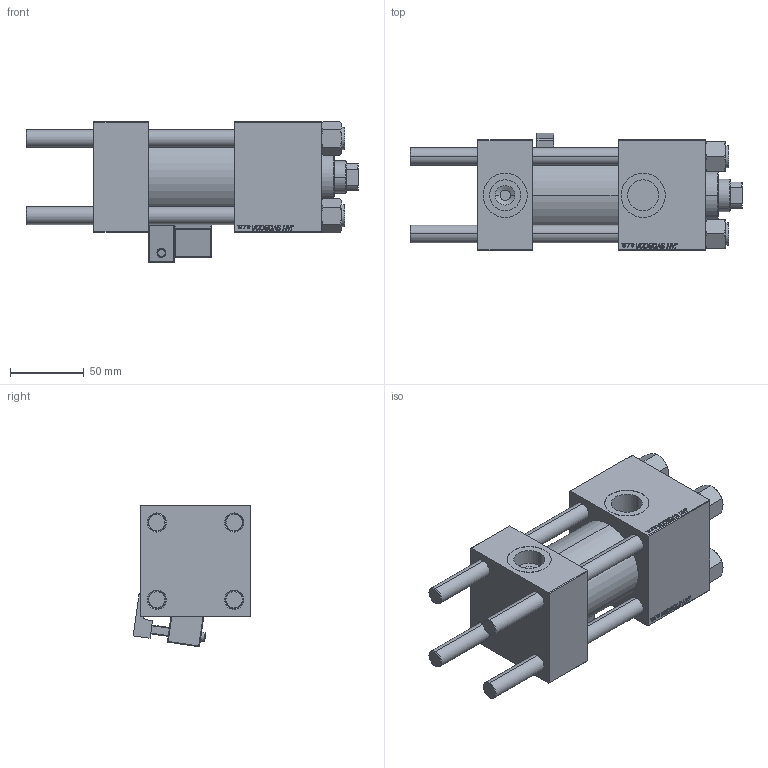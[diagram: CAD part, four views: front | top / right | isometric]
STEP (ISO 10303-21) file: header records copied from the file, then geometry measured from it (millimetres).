
FILE_DESCRIPTION (( 'STEP AP203' ), '1' );
FILE_NAME ('c976.STEP', '2023-08-26T15:33:02', ( '' ), ( '' ), 'SwSTEP 2.0', 'SolidWorks 2019', '' );
FILE_SCHEMA (( 'CONFIG_CONTROL_DESIGN' ));
Length unit declared in the file: millimetre
Products named in the file (7): c976; V215CR_BODY_A 13fa600f7c8ea75b65c2f281a9618e7d; V215_VC_A 13fa600f7c8ea75b65c2f281a9618e7d; CR025_012_A_0_G_A_G_M_020_+#_##_TYCINKA 13fa600f7c8ea75b65c2f281a9618e7d; V215CR_MSU 13fa600f7c8ea75b65c2f281a9618e7d; V215CR_VCP 13fa600f7c8ea75b65c2f281a9618e7d; NUT_M5 13fa600f7c8ea75b65c2f281a9618e7d
Assembly tree (12 placements, depth 2):
  c976
    V215CR_BODY_A 13fa600f7c8ea75b65c2f281a9618e7d
    CR025_012_A_0_G_A_G_M_020_+#_##_TYCINKA 13fa600f7c8ea75b65c2f281a9618e7d  x4
    NUT_M5 13fa600f7c8ea75b65c2f281a9618e7d  x4
    V215CR_VCP 13fa600f7c8ea75b65c2f281a9618e7d
    V215_VC_A 13fa600f7c8ea75b65c2f281a9618e7d
    V215CR_MSU 13fa600f7c8ea75b65c2f281a9618e7d
Bounding box: 225 x 79.69 x 95.71 mm (x, y, z)
Volume: 710662.3 mm3; surface area: 169876.7 mm2
Topology: 12 solids, 12 shells, 1211 faces, 3025 edges, 1943 vertices
Faces by surface type: plane 549, bspline 392, cone 136, cylinder 108, torus 14, sphere 12
Entity records: 51932 total; most frequent: CARTESIAN_POINT 27289, ORIENTED_EDGE 5518, DIRECTION 3629, EDGE_CURVE 2759, VERTEX_POINT 1799, VECTOR 1679, LINE 1679, EDGE_LOOP 1224
